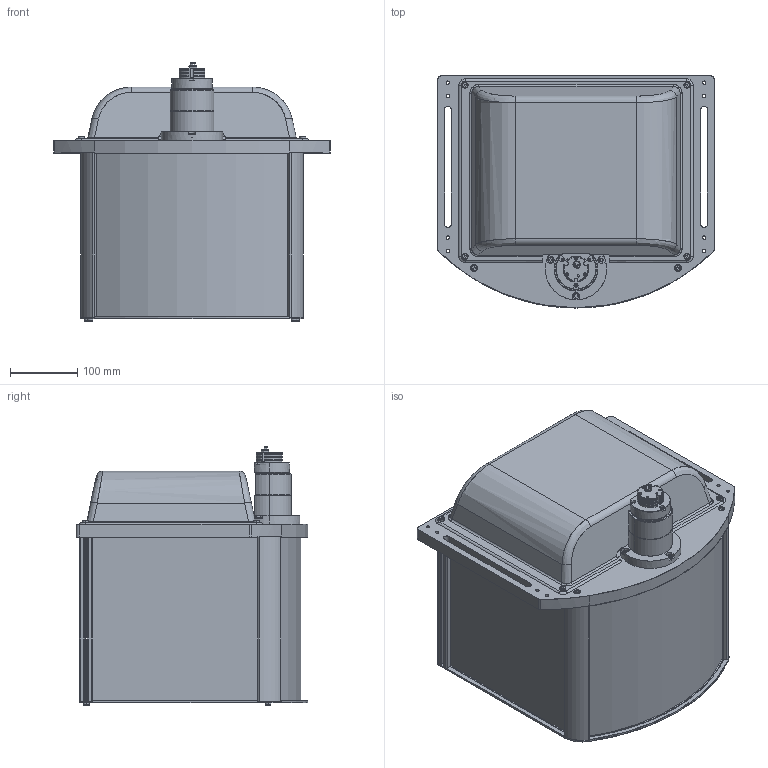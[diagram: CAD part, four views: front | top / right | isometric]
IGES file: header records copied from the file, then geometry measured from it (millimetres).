
Start section: SolidWorks IGES file using analytic representation for surfaces
Global section: file name: LTCLCP192-G.igs; native system: SolidWorks 2018; preprocessor: SolidWorks 2018; author: ccharly; date: 190213.165903; units: millimetre
Bounding box: 410.34 x 344.11 x 383.52 mm (x, y, z)
Surface area: 826645.4 mm2 (no closed solid volume)
Topology: 0 solids, 0 shells, 556 faces, 9105 edges, 9101 vertices
Faces by surface type: revolution 287, bspline 269
